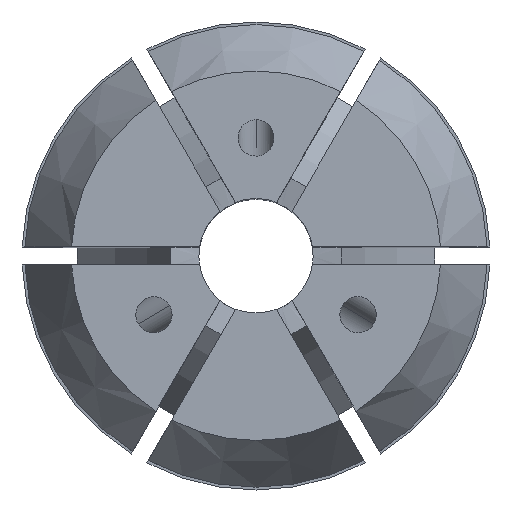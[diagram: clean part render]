
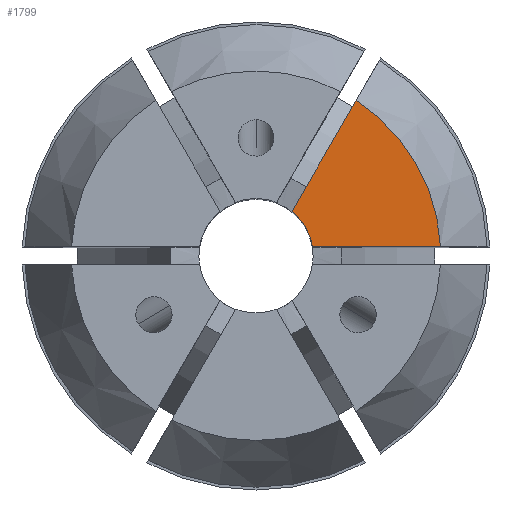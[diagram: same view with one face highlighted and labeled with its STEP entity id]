
A CAD part, top view. The second image highlights one B-rep face of the part: STEP entity #1799.
In plain terms, the highlighted planar face has unit normal (0, 0, 1).
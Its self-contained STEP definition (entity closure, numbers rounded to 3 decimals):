
#96 = DIRECTION ( 'NONE',  ( 0.5, 0.866, 0. ) ) ;
#159 = CARTESIAN_POINT ( 'NONE',  ( 0., 0.5, 34. ) ) ;
#180 = EDGE_CURVE ( 'NONE', #2408, #4037, #2840, .T. ) ;
#367 = LINE ( 'NONE', #159, #2061 ) ;
#437 = ORIENTED_EDGE ( 'NONE', *, *, #1957, .F. ) ;
#661 = CARTESIAN_POINT ( 'NONE',  ( 0., 0., 34. ) ) ;
#691 = DIRECTION ( 'NONE',  ( 0., 0., -1. ) ) ;
#871 = ORIENTED_EDGE ( 'NONE', *, *, #180, .F. ) ;
#906 = AXIS2_PLACEMENT_3D ( 'NONE', #1379, #3633, #3618 ) ;
#996 = ORIENTED_EDGE ( 'NONE', *, *, #1360, .F. ) ;
#1108 = VERTEX_POINT ( 'NONE', #1322 ) ;
#1114 = DIRECTION ( 'NONE',  ( 1., 0., 0. ) ) ;
#1322 = CARTESIAN_POINT ( 'NONE',  ( 3.135, 0.5, 34. ) ) ;
#1360 = EDGE_CURVE ( 'NONE', #4037, #1108, #367, .T. ) ;
#1379 = CARTESIAN_POINT ( 'NONE',  ( 0., 10.263, 34. ) ) ;
#1431 = AXIS2_PLACEMENT_3D ( 'NONE', #661, #691, #2870 ) ;
#1601 = AXIS2_PLACEMENT_3D ( 'NONE', #2997, #2395, #1114 ) ;
#1799 = ADVANCED_FACE ( 'NONE', ( #3669 ), #3303, .T. ) ;
#1817 = CIRCLE ( 'NONE', #1601, 3.175 ) ;
#1957 = EDGE_CURVE ( 'NONE', #1108, #3738, #1817, .T. ) ;
#2061 = VECTOR ( 'NONE', #3022, 1000. ) ;
#2204 = EDGE_CURVE ( 'NONE', #3738, #2408, #4065, .T. ) ;
#2208 = CARTESIAN_POINT ( 'NONE',  ( 10.251, 0.5, 34. ) ) ;
#2395 = DIRECTION ( 'NONE',  ( 0., 0., 1. ) ) ;
#2408 = VERTEX_POINT ( 'NONE', #2555 ) ;
#2450 = ORIENTED_EDGE ( 'NONE', *, *, #2204, .F. ) ;
#2555 = CARTESIAN_POINT ( 'NONE',  ( 5.558, 8.627, 34. ) ) ;
#2840 = CIRCLE ( 'NONE', #1431, 10.263 ) ;
#2870 = DIRECTION ( 'NONE',  ( -1., 0., 0. ) ) ;
#2959 = VECTOR ( 'NONE', #96, 1000. ) ;
#2997 = CARTESIAN_POINT ( 'NONE',  ( 0., 0., 34. ) ) ;
#3022 = DIRECTION ( 'NONE',  ( -1., 0., 0. ) ) ;
#3303 = PLANE ( 'NONE',  #906 ) ;
#3618 = DIRECTION ( 'NONE',  ( 1., 0., 0. ) ) ;
#3633 = DIRECTION ( 'NONE',  ( 0., 0., 1. ) ) ;
#3669 = FACE_OUTER_BOUND ( 'NONE', #4043, .T. ) ;
#3738 = VERTEX_POINT ( 'NONE', #4031 ) ;
#3883 = CARTESIAN_POINT ( 'NONE',  ( 4.877, 7.447, 34. ) ) ;
#4031 = CARTESIAN_POINT ( 'NONE',  ( 2.001, 2.465, 34. ) ) ;
#4037 = VERTEX_POINT ( 'NONE', #2208 ) ;
#4043 = EDGE_LOOP ( 'NONE', ( #2450, #437, #996, #871 ) ) ;
#4065 = LINE ( 'NONE', #3883, #2959 ) ;
